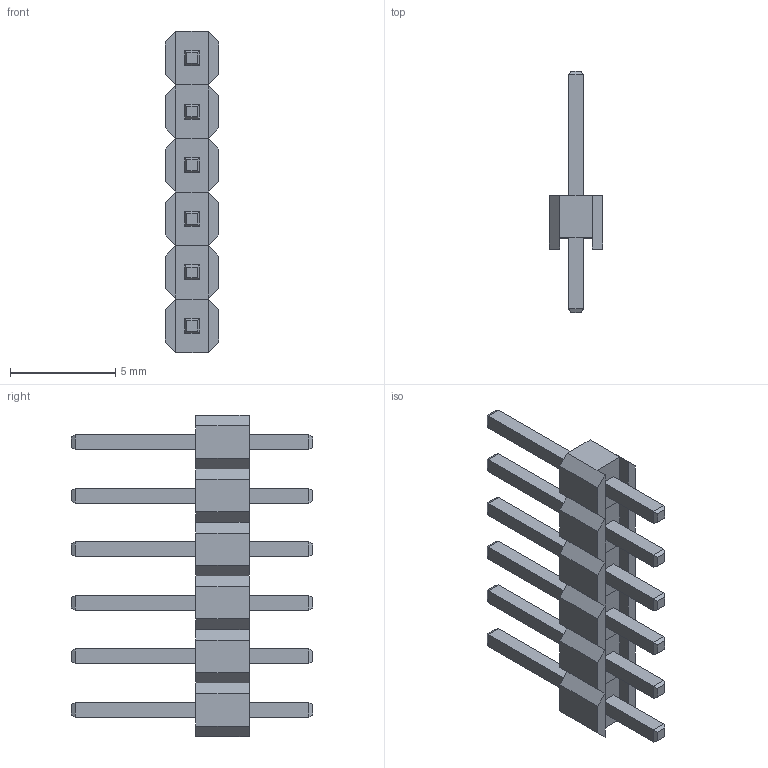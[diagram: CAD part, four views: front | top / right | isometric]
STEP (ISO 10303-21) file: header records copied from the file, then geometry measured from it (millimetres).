
FILE_DESCRIPTION (( 'STEP AP214' ), '1' );
FILE_NAME ('PLS-06.STEP', '2014-10-20T10:23:36', ( 'User' ), ( 'Hewlett-Packard Company' ), 'SwSTEP 2.0', 'SolidWorks 2013', '' );
FILE_SCHEMA (( 'AUTOMOTIVE_DESIGN' ));
Length unit declared in the file: millimetre
Products named in the file (1): PLS-06
Bounding box: 2.54 x 11.44 x 15.24 mm (x, y, z)
Volume: 105.5 mm3; surface area: 370.5 mm2
Topology: 6 solids, 6 shells, 192 faces, 432 edges, 264 vertices
Faces by surface type: plane 192
Entity records: 7331 total; most frequent: CARTESIAN_POINT 889, ORIENTED_EDGE 864, DIRECTION 818, LINE 432, VECTOR 432, EDGE_CURVE 432, VERTEX_POINT 264, EDGE_LOOP 204
